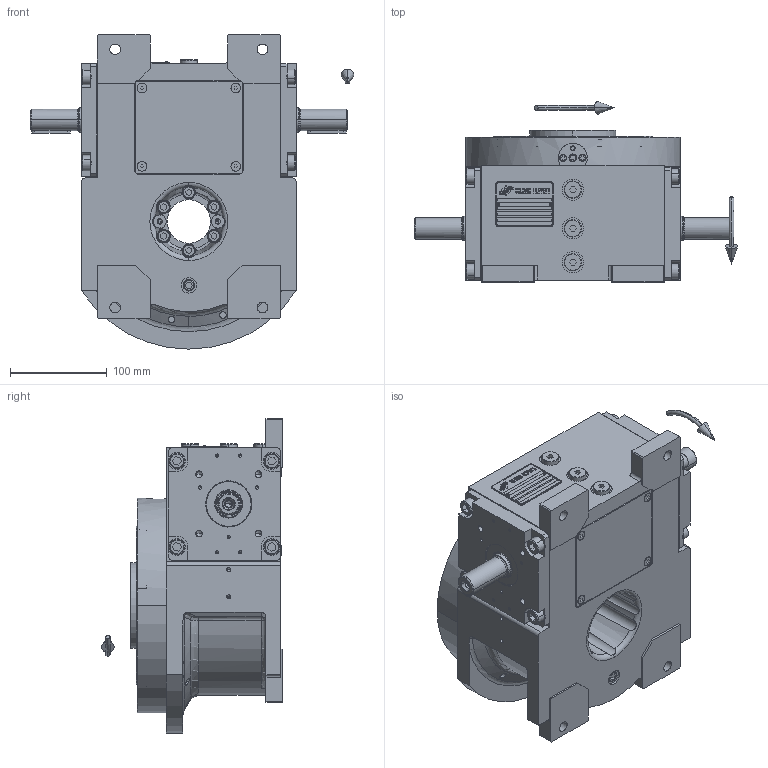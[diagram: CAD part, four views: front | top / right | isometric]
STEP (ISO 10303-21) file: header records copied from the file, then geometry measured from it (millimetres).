
FILE_DESCRIPTION (( 'STEP AP203' ), '1' );
FILE_NAME ('PC5202008.step', '2026-04-07T14:45:01', ( '' ), ( '' ), 'SwSTEP 2.0', 'SolidWorks 2020', '' );
FILE_SCHEMA (( 'CONFIG_CONTROL_DESIGN' ));
Length unit declared in the file: millimetre
Products named in the file (77): cfn2158_01_010; rig06_003_8; cfn2000_01_103; CFN2104_02_017.stp; cfn2128_19_002; cfn2151_01_090; AS_cfn2476_01_002_60x46; cfn2000_01_126; cfn2205_01_013; CFN2356_03_047.stp; cfn2000_01_124; PC5202008; cfn2003_01_054; rig06_004; CFN2223_01-570X6-B.stp; freccia_angolare; rig06_016; cfn2128_04_004; rig06_002_bc_001; cfn2476_01_002_60x46; AS_rig06_004_s_001; AS_rig06_071_8_m; rig06_001_a; cfn2155_01_303; cfn2115_02_182; cfn2077_01_018; AS_rig06_016; cfn2276_01_074; rig06_004_s_001; cfn2201_01_040; rig06_005_n_01; cfn2151_01_290; RIG06_005_ASM.stp; CFN2203_02_001.stp; cfn2155_01_056; olio_agip_blasia_150; cfn2104_01_016; freccia_angolare_albero; cfn2107_01_001; rig06_007_master ...
Assembly tree (69 placements, depth 5):
  cfn2158_01_010
  cfn2151_01_090
  cfn2205_01_013
  CFN2356_03_047.stp
  PC5202008
    rig06_001_a
    AS_cfn2476_01_002_60x46
      cfn2476_01_002_60x46
      cfn2107_01_001
      cfn2107_01_001
    AS_rig06_071_8_m
      rig06_071_08_m_asm.stp
        RIG06_005_ASM.stp
          RIG06_021_AF0.stp
          CFN2000_01_185.stp
          CFN2000_01_185.stp
          CFN2104_02_017.stp
        CFN2010_02_002.stp
      rig06_005_n_01
      rig06_003_8
      cfn2104_01_016  x2
      cfn2000_01_124
      cfn2000_01_124  x6
      cfn2000_01_124
      cfn2000_01_124
      cfn2000_01_124
      cfn2155_01_303
    AS_rig06_017
      rig06_017
      cfn2158_01_011
      cfn2000_01_126
      cfn2000_01_126
      cfn2000_01_126
      cfn2000_01_126
      cfn2000_01_126
      cfn2000_01_126
    AS_rig06_004_s_001
      rig06_004_s_001
      cfn2070_05_005
      cfn2000_01_103
      cfn2000_01_103
      cfn2000_01_103
      cfn2000_01_103
      cfn2155_01_056
    AS_rig06_004
      rig06_004
      cfn2070_05_005
      cfn2000_01_103
      cfn2000_01_103
      cfn2000_01_103
      cfn2000_01_103
      cfn2155_01_056
    AS_rig06_002_bc_001
      rig06_002_bc_001
      cfn2115_02_182  x2
    cfn2128_04_004
    cfn2128_04_004
    cfn2128_04_004
    cfn2128_19_002
    AS_rig06_016
Bounding box: 334.5 x 187 x 325 mm (x, y, z)
Volume: 2311020.9 mm3; surface area: 753370.7 mm2
Topology: 61 solids, 61 shells, 1973 faces, 4896 edges, 3139 vertices
Faces by surface type: plane 1007, cylinder 626, cone 306, torus 22, bspline 6, sphere 6
Entity records: 67337 total; most frequent: CARTESIAN_POINT 14806, DIRECTION 9361, ORIENTED_EDGE 9038, EDGE_CURVE 4519, AXIS2_PLACEMENT_3D 3218, VERTEX_POINT 2948, VECTOR 2925, LINE 2925
